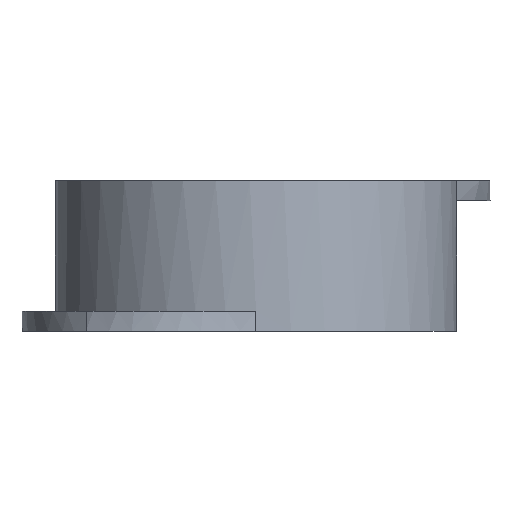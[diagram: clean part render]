
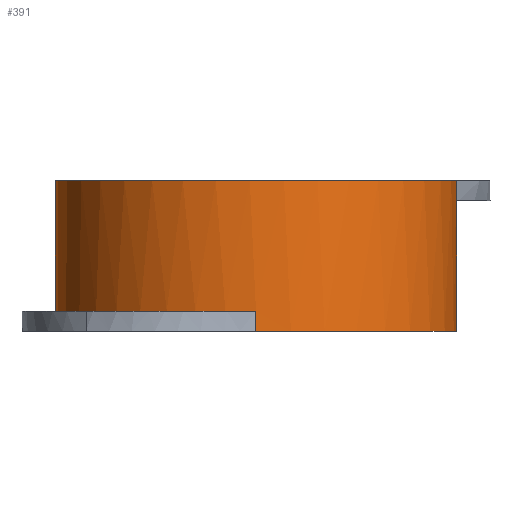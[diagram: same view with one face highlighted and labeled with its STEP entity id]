
A CAD part, front view. The second image highlights one B-rep face of the part: STEP entity #391.
In plain terms, the highlighted cylindrical face has radius 20 mm (diameter 40 mm), a full revolution.
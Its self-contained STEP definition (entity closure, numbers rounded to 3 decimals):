
#62=FACE_OUTER_BOUND('',#84,.T.);
#84=EDGE_LOOP('',(#322,#323,#324,#325,#326,#327,#328,#329,#330,#331,#332,
#333));
#114=B_SPLINE_CURVE_WITH_KNOTS('',3,(#1075,#1076,#1077,#1078),
 .UNSPECIFIED.,.F.,.F.,(4,4),(-0.2,0.),.UNSPECIFIED.);
#115=B_SPLINE_CURVE_WITH_KNOTS('',3,(#1082,#1083,#1084,#1085),
 .UNSPECIFIED.,.F.,.F.,(4,4),(-0.2,0.),.UNSPECIFIED.);
#130=CIRCLE('',#436,20.);
#131=CIRCLE('',#438,20.);
#132=CIRCLE('',#439,20.);
#133=CIRCLE('',#440,20.);
#134=CIRCLE('',#441,20.);
#135=CIRCLE('',#442,20.);
#147=LINE('',#1049,#161);
#148=LINE('',#1061,#162);
#149=LINE('',#1071,#163);
#161=VECTOR('',#485,10.);
#162=VECTOR('',#486,10.);
#163=VECTOR('',#495,20.);
#183=VERTEX_POINT('',#1038);
#186=VERTEX_POINT('',#1045);
#187=VERTEX_POINT('',#1056);
#188=VERTEX_POINT('',#1060);
#189=VERTEX_POINT('',#1068);
#190=VERTEX_POINT('',#1070);
#191=VERTEX_POINT('',#1072);
#192=VERTEX_POINT('',#1074);
#193=VERTEX_POINT('',#1079);
#194=VERTEX_POINT('',#1081);
#233=EDGE_CURVE('',#183,#186,#147,.T.);
#235=EDGE_CURVE('',#188,#187,#148,.T.);
#237=EDGE_CURVE('',#186,#188,#130,.T.);
#238=EDGE_CURVE('',#187,#189,#131,.T.);
#239=EDGE_CURVE('',#189,#190,#149,.T.);
#240=EDGE_CURVE('',#191,#190,#132,.T.);
#241=EDGE_CURVE('',#192,#191,#114,.T.);
#242=EDGE_CURVE('',#192,#193,#133,.T.);
#243=EDGE_CURVE('',#194,#193,#115,.T.);
#244=EDGE_CURVE('',#190,#194,#134,.T.);
#245=EDGE_CURVE('',#189,#183,#135,.T.);
#322=ORIENTED_EDGE('',*,*,#235,.T.);
#323=ORIENTED_EDGE('',*,*,#238,.T.);
#324=ORIENTED_EDGE('',*,*,#239,.T.);
#325=ORIENTED_EDGE('',*,*,#240,.F.);
#326=ORIENTED_EDGE('',*,*,#241,.F.);
#327=ORIENTED_EDGE('',*,*,#242,.T.);
#328=ORIENTED_EDGE('',*,*,#243,.F.);
#329=ORIENTED_EDGE('',*,*,#244,.F.);
#330=ORIENTED_EDGE('',*,*,#239,.F.);
#331=ORIENTED_EDGE('',*,*,#245,.T.);
#332=ORIENTED_EDGE('',*,*,#233,.T.);
#333=ORIENTED_EDGE('',*,*,#237,.T.);
#376=CYLINDRICAL_SURFACE('',#437,20.);
#391=ADVANCED_FACE('',(#62),#376,.T.);
#436=AXIS2_PLACEMENT_3D('',#1066,#489,#490);
#437=AXIS2_PLACEMENT_3D('',#1067,#491,#492);
#438=AXIS2_PLACEMENT_3D('',#1069,#493,#494);
#439=AXIS2_PLACEMENT_3D('',#1073,#496,#497);
#440=AXIS2_PLACEMENT_3D('',#1080,#498,#499);
#441=AXIS2_PLACEMENT_3D('',#1086,#500,#501);
#442=AXIS2_PLACEMENT_3D('',#1087,#502,#503);
#485=DIRECTION('',(0.,0.,1.));
#486=DIRECTION('',(0.,0.,-1.));
#489=DIRECTION('center_axis',(0.,0.,1.));
#490=DIRECTION('ref_axis',(1.,0.,0.));
#491=DIRECTION('center_axis',(0.,0.,-1.));
#492=DIRECTION('ref_axis',(1.,0.,0.));
#493=DIRECTION('center_axis',(0.,0.,1.));
#494=DIRECTION('ref_axis',(-1.,0.,0.));
#495=DIRECTION('',(0.,0.,1.));
#496=DIRECTION('center_axis',(0.,0.,1.));
#497=DIRECTION('ref_axis',(1.,0.,0.));
#498=DIRECTION('center_axis',(0.,0.,-1.));
#499=DIRECTION('ref_axis',(1.,0.,0.));
#500=DIRECTION('center_axis',(0.,0.,1.));
#501=DIRECTION('ref_axis',(1.,0.,0.));
#502=DIRECTION('center_axis',(0.,0.,1.));
#503=DIRECTION('ref_axis',(-1.,0.,0.));
#1038=CARTESIAN_POINT('',(-17.596,-9.507,-15.));
#1045=CARTESIAN_POINT('',(-17.596,-9.507,-13.));
#1049=CARTESIAN_POINT('',(-17.596,-9.507,-15.));
#1056=CARTESIAN_POINT('',(0.,-20.,-15.));
#1060=CARTESIAN_POINT('',(0.,-20.,-13.));
#1061=CARTESIAN_POINT('',(0.,-20.,-15.));
#1066=CARTESIAN_POINT('Origin',(0.,0.,-13.));
#1067=CARTESIAN_POINT('Origin',(0.,0.,0.));
#1068=CARTESIAN_POINT('',(-20.,0.,-15.));
#1069=CARTESIAN_POINT('Origin',(0.,0.,-15.));
#1070=CARTESIAN_POINT('',(-20.,0.,0.));
#1071=CARTESIAN_POINT('',(-20.,0.,0.));
#1072=CARTESIAN_POINT('',(-0.24,19.999,0.));
#1073=CARTESIAN_POINT('Origin',(0.,0.,0.));
#1074=CARTESIAN_POINT('',(-0.24,19.999,-2.));
#1075=CARTESIAN_POINT('Ctrl Pts',(-0.24,19.999,-2.));
#1076=CARTESIAN_POINT('Ctrl Pts',(-0.24,19.999,-1.333));
#1077=CARTESIAN_POINT('Ctrl Pts',(-0.24,19.999,-0.667));
#1078=CARTESIAN_POINT('Ctrl Pts',(-0.24,19.999,0.));
#1079=CARTESIAN_POINT('',(17.996,8.727,-2.));
#1080=CARTESIAN_POINT('Origin',(0.,0.,-2.));
#1081=CARTESIAN_POINT('',(17.996,8.727,0.));
#1082=CARTESIAN_POINT('Ctrl Pts',(17.996,8.727,0.));
#1083=CARTESIAN_POINT('Ctrl Pts',(17.996,8.727,-0.667));
#1084=CARTESIAN_POINT('Ctrl Pts',(17.996,8.727,-1.333));
#1085=CARTESIAN_POINT('Ctrl Pts',(17.996,8.727,-2.));
#1086=CARTESIAN_POINT('Origin',(0.,0.,0.));
#1087=CARTESIAN_POINT('Origin',(0.,0.,-15.));
